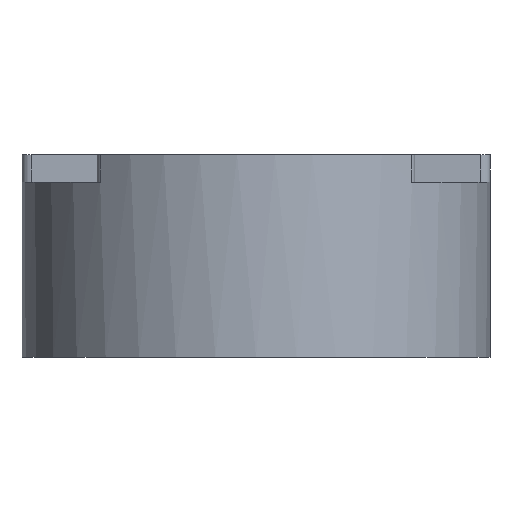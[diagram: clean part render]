
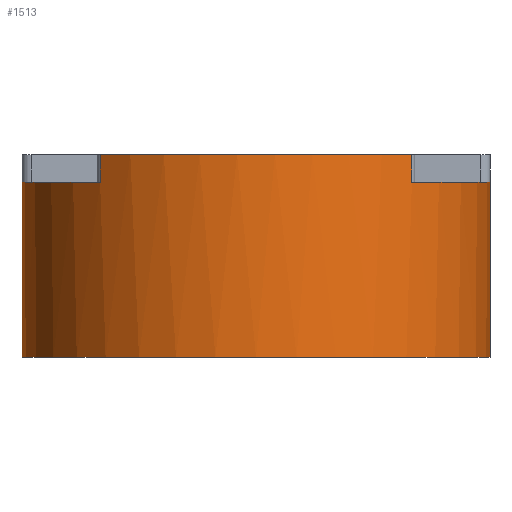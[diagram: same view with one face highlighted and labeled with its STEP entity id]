
A CAD part, left-side view. The second image highlights one B-rep face of the part: STEP entity #1513.
In plain terms, the highlighted cylindrical face has radius 12.7 mm (diameter 25.4 mm), a partial arc.
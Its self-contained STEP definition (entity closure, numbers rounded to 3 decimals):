
#150 = VERTEX_POINT('',#151);
#151 = CARTESIAN_POINT('',(-9.473,8.459,-10.7));
#159 = CYLINDRICAL_SURFACE('',#160,0.5);
#160 = AXIS2_PLACEMENT_3D('',#161,#162,#163);
#161 = CARTESIAN_POINT('',(-9.1,8.126,-10.7));
#162 = DIRECTION('',(0.,0.,-1.));
#163 = DIRECTION('',(0.,1.,0.));
#171 = PLANE('',#172);
#172 = AXIS2_PLACEMENT_3D('',#173,#174,#175);
#173 = CARTESIAN_POINT('',(0.,0.,-10.7)
  );
#174 = DIRECTION('',(0.,0.,1.));
#175 = DIRECTION('',(0.,-1.,0.));
#212 = VERTEX_POINT('',#213);
#213 = CARTESIAN_POINT('',(-9.473,8.459,-12.2));
#228 = PLANE('',#229);
#229 = AXIS2_PLACEMENT_3D('',#230,#231,#232);
#230 = CARTESIAN_POINT('',(-8.6,-13.,-12.2));
#231 = DIRECTION('',(0.,0.,1.));
#232 = DIRECTION('',(0.,-1.,0.));
#244 = EDGE_CURVE('',#150,#212,#245,.T.);
#245 = SURFACE_CURVE('',#246,(#250,#257),.PCURVE_S1.);
#246 = LINE('',#247,#248);
#247 = CARTESIAN_POINT('',(-9.473,8.459,-10.7));
#248 = VECTOR('',#249,1.);
#249 = DIRECTION('',(0.,0.,-1.));
#250 = PCURVE('',#159,#251);
#251 = DEFINITIONAL_REPRESENTATION('',(#252),#256);
#252 = LINE('',#253,#254);
#253 = CARTESIAN_POINT('',(5.441,0.));
#254 = VECTOR('',#255,1.);
#255 = DIRECTION('',(0.,1.));
#256 = ( GEOMETRIC_REPRESENTATION_CONTEXT(2) 
PARAMETRIC_REPRESENTATION_CONTEXT() REPRESENTATION_CONTEXT('2D SPACE',''
  ) );
#257 = PCURVE('',#258,#263);
#258 = CYLINDRICAL_SURFACE('',#259,12.7);
#259 = AXIS2_PLACEMENT_3D('',#260,#261,#262);
#260 = CARTESIAN_POINT('',(0.,0.,-10.7)
  );
#261 = DIRECTION('',(0.,0.,-1.));
#262 = DIRECTION('',(0.,1.,0.));
#263 = DEFINITIONAL_REPRESENTATION('',(#264),#268);
#264 = LINE('',#265,#266);
#265 = CARTESIAN_POINT('',(5.441,0.));
#266 = VECTOR('',#267,1.);
#267 = DIRECTION('',(0.,1.));
#268 = ( GEOMETRIC_REPRESENTATION_CONTEXT(2) 
PARAMETRIC_REPRESENTATION_CONTEXT() REPRESENTATION_CONTEXT('2D SPACE',''
  ) );
#325 = PLANE('',#326);
#326 = AXIS2_PLACEMENT_3D('',#327,#328,#329);
#327 = CARTESIAN_POINT('',(0.,0.,-21.7)
  );
#328 = DIRECTION('',(0.,0.,1.));
#329 = DIRECTION('',(0.,-1.,0.));
#521 = VERTEX_POINT('',#522);
#522 = CARTESIAN_POINT('',(0.,-12.7,-12.2));
#532 = CYLINDRICAL_SURFACE('',#533,12.7);
#533 = AXIS2_PLACEMENT_3D('',#534,#535,#536);
#534 = CARTESIAN_POINT('',(0.,0.,-10.7)
  );
#535 = DIRECTION('',(0.,0.,-1.));
#536 = DIRECTION('',(0.,1.,0.));
#551 = EDGE_CURVE('',#521,#552,#554,.T.);
#552 = VERTEX_POINT('',#553);
#553 = CARTESIAN_POINT('',(0.,-12.7,-21.7));
#554 = SURFACE_CURVE('',#555,(#559,#566),.PCURVE_S1.);
#555 = LINE('',#556,#557);
#556 = CARTESIAN_POINT('',(0.,-12.7,-10.7));
#557 = VECTOR('',#558,1.);
#558 = DIRECTION('',(0.,0.,-1.));
#559 = PCURVE('',#532,#560);
#560 = DEFINITIONAL_REPRESENTATION('',(#561),#565);
#561 = LINE('',#562,#563);
#562 = CARTESIAN_POINT('',(3.142,0.));
#563 = VECTOR('',#564,1.);
#564 = DIRECTION('',(0.,1.));
#565 = ( GEOMETRIC_REPRESENTATION_CONTEXT(2) 
PARAMETRIC_REPRESENTATION_CONTEXT() REPRESENTATION_CONTEXT('2D SPACE',''
  ) );
#566 = PCURVE('',#258,#567);
#567 = DEFINITIONAL_REPRESENTATION('',(#568),#572);
#568 = LINE('',#569,#570);
#569 = CARTESIAN_POINT('',(3.142,0.));
#570 = VECTOR('',#571,1.);
#571 = DIRECTION('',(0.,1.));
#572 = ( GEOMETRIC_REPRESENTATION_CONTEXT(2) 
PARAMETRIC_REPRESENTATION_CONTEXT() REPRESENTATION_CONTEXT('2D SPACE',''
  ) );
#575 = VERTEX_POINT('',#576);
#576 = CARTESIAN_POINT('',(0.,12.7,-21.7));
#598 = EDGE_CURVE('',#599,#575,#601,.T.);
#599 = VERTEX_POINT('',#600);
#600 = CARTESIAN_POINT('',(0.,12.7,-12.2));
#601 = SURFACE_CURVE('',#602,(#606,#613),.PCURVE_S1.);
#602 = LINE('',#603,#604);
#603 = CARTESIAN_POINT('',(0.,12.7,-10.7));
#604 = VECTOR('',#605,1.);
#605 = DIRECTION('',(0.,0.,-1.));
#606 = PCURVE('',#532,#607);
#607 = DEFINITIONAL_REPRESENTATION('',(#608),#612);
#608 = LINE('',#609,#610);
#609 = CARTESIAN_POINT('',(0.,0.));
#610 = VECTOR('',#611,1.);
#611 = DIRECTION('',(0.,1.));
#612 = ( GEOMETRIC_REPRESENTATION_CONTEXT(2) 
PARAMETRIC_REPRESENTATION_CONTEXT() REPRESENTATION_CONTEXT('2D SPACE',''
  ) );
#613 = PCURVE('',#258,#614);
#614 = DEFINITIONAL_REPRESENTATION('',(#615),#619);
#615 = LINE('',#616,#617);
#616 = CARTESIAN_POINT('',(6.283,0.));
#617 = VECTOR('',#618,1.);
#618 = DIRECTION('',(0.,1.));
#619 = ( GEOMETRIC_REPRESENTATION_CONTEXT(2) 
PARAMETRIC_REPRESENTATION_CONTEXT() REPRESENTATION_CONTEXT('2D SPACE',''
  ) );
#1513 = ADVANCED_FACE('',(#1514),#258,.T.);
#1514 = FACE_BOUND('',#1515,.T.);
#1515 = EDGE_LOOP('',(#1516,#1517,#1541,#1569,#1591,#1592,#1614,#1615));
#1516 = ORIENTED_EDGE('',*,*,#551,.F.);
#1517 = ORIENTED_EDGE('',*,*,#1518,.F.);
#1518 = EDGE_CURVE('',#1519,#521,#1521,.T.);
#1519 = VERTEX_POINT('',#1520);
#1520 = CARTESIAN_POINT('',(-9.473,-8.459,-12.2));
#1521 = SURFACE_CURVE('',#1522,(#1527,#1534),.PCURVE_S1.);
#1522 = CIRCLE('',#1523,12.7);
#1523 = AXIS2_PLACEMENT_3D('',#1524,#1525,#1526);
#1524 = CARTESIAN_POINT('',(0.,0.,-12.2
    ));
#1525 = DIRECTION('',(0.,0.,1.));
#1526 = DIRECTION('',(0.,-1.,0.));
#1527 = PCURVE('',#258,#1528);
#1528 = DEFINITIONAL_REPRESENTATION('',(#1529),#1533);
#1529 = LINE('',#1530,#1531);
#1530 = CARTESIAN_POINT('',(9.425,1.5));
#1531 = VECTOR('',#1532,1.);
#1532 = DIRECTION('',(-1.,0.));
#1533 = ( GEOMETRIC_REPRESENTATION_CONTEXT(2) 
PARAMETRIC_REPRESENTATION_CONTEXT() REPRESENTATION_CONTEXT('2D SPACE',''
  ) );
#1534 = PCURVE('',#228,#1535);
#1535 = DEFINITIONAL_REPRESENTATION('',(#1536),#1540);
#1536 = CIRCLE('',#1537,12.7);
#1537 = AXIS2_PLACEMENT_2D('',#1538,#1539);
#1538 = CARTESIAN_POINT('',(-13.,8.6));
#1539 = DIRECTION('',(1.,0.));
#1540 = ( GEOMETRIC_REPRESENTATION_CONTEXT(2) 
PARAMETRIC_REPRESENTATION_CONTEXT() REPRESENTATION_CONTEXT('2D SPACE',''
  ) );
#1541 = ORIENTED_EDGE('',*,*,#1542,.T.);
#1542 = EDGE_CURVE('',#1519,#1543,#1545,.T.);
#1543 = VERTEX_POINT('',#1544);
#1544 = CARTESIAN_POINT('',(-9.473,-8.459,-10.7));
#1545 = SURFACE_CURVE('',#1546,(#1550,#1557),.PCURVE_S1.);
#1546 = LINE('',#1547,#1548);
#1547 = CARTESIAN_POINT('',(-9.473,-8.459,-10.7));
#1548 = VECTOR('',#1549,1.);
#1549 = DIRECTION('',(0.,0.,1.));
#1550 = PCURVE('',#258,#1551);
#1551 = DEFINITIONAL_REPRESENTATION('',(#1552),#1556);
#1552 = LINE('',#1553,#1554);
#1553 = CARTESIAN_POINT('',(3.983,0.));
#1554 = VECTOR('',#1555,1.);
#1555 = DIRECTION('',(0.,-1.));
#1556 = ( GEOMETRIC_REPRESENTATION_CONTEXT(2) 
PARAMETRIC_REPRESENTATION_CONTEXT() REPRESENTATION_CONTEXT('2D SPACE',''
  ) );
#1557 = PCURVE('',#1558,#1563);
#1558 = CYLINDRICAL_SURFACE('',#1559,0.5);
#1559 = AXIS2_PLACEMENT_3D('',#1560,#1561,#1562);
#1560 = CARTESIAN_POINT('',(-9.1,-8.126,-10.7));
#1561 = DIRECTION('',(0.,0.,-1.));
#1562 = DIRECTION('',(0.,1.,0.));
#1563 = DEFINITIONAL_REPRESENTATION('',(#1564),#1568);
#1564 = LINE('',#1565,#1566);
#1565 = CARTESIAN_POINT('',(3.983,0.));
#1566 = VECTOR('',#1567,1.);
#1567 = DIRECTION('',(0.,-1.));
#1568 = ( GEOMETRIC_REPRESENTATION_CONTEXT(2) 
PARAMETRIC_REPRESENTATION_CONTEXT() REPRESENTATION_CONTEXT('2D SPACE',''
  ) );
#1569 = ORIENTED_EDGE('',*,*,#1570,.F.);
#1570 = EDGE_CURVE('',#150,#1543,#1571,.T.);
#1571 = SURFACE_CURVE('',#1572,(#1577,#1584),.PCURVE_S1.);
#1572 = CIRCLE('',#1573,12.7);
#1573 = AXIS2_PLACEMENT_3D('',#1574,#1575,#1576);
#1574 = CARTESIAN_POINT('',(0.,0.,-10.7
    ));
#1575 = DIRECTION('',(0.,0.,1.));
#1576 = DIRECTION('',(0.,-1.,0.));
#1577 = PCURVE('',#258,#1578);
#1578 = DEFINITIONAL_REPRESENTATION('',(#1579),#1583);
#1579 = LINE('',#1580,#1581);
#1580 = CARTESIAN_POINT('',(9.425,0.));
#1581 = VECTOR('',#1582,1.);
#1582 = DIRECTION('',(-1.,0.));
#1583 = ( GEOMETRIC_REPRESENTATION_CONTEXT(2) 
PARAMETRIC_REPRESENTATION_CONTEXT() REPRESENTATION_CONTEXT('2D SPACE',''
  ) );
#1584 = PCURVE('',#171,#1585);
#1585 = DEFINITIONAL_REPRESENTATION('',(#1586),#1590);
#1586 = CIRCLE('',#1587,12.7);
#1587 = AXIS2_PLACEMENT_2D('',#1588,#1589);
#1588 = CARTESIAN_POINT('',(0.,0.));
#1589 = DIRECTION('',(1.,0.));
#1590 = ( GEOMETRIC_REPRESENTATION_CONTEXT(2) 
PARAMETRIC_REPRESENTATION_CONTEXT() REPRESENTATION_CONTEXT('2D SPACE',''
  ) );
#1591 = ORIENTED_EDGE('',*,*,#244,.T.);
#1592 = ORIENTED_EDGE('',*,*,#1593,.F.);
#1593 = EDGE_CURVE('',#599,#212,#1594,.T.);
#1594 = SURFACE_CURVE('',#1595,(#1600,#1607),.PCURVE_S1.);
#1595 = CIRCLE('',#1596,12.7);
#1596 = AXIS2_PLACEMENT_3D('',#1597,#1598,#1599);
#1597 = CARTESIAN_POINT('',(0.,0.,-12.2
    ));
#1598 = DIRECTION('',(0.,0.,1.));
#1599 = DIRECTION('',(0.,-1.,0.));
#1600 = PCURVE('',#258,#1601);
#1601 = DEFINITIONAL_REPRESENTATION('',(#1602),#1606);
#1602 = LINE('',#1603,#1604);
#1603 = CARTESIAN_POINT('',(9.425,1.5));
#1604 = VECTOR('',#1605,1.);
#1605 = DIRECTION('',(-1.,0.));
#1606 = ( GEOMETRIC_REPRESENTATION_CONTEXT(2) 
PARAMETRIC_REPRESENTATION_CONTEXT() REPRESENTATION_CONTEXT('2D SPACE',''
  ) );
#1607 = PCURVE('',#228,#1608);
#1608 = DEFINITIONAL_REPRESENTATION('',(#1609),#1613);
#1609 = CIRCLE('',#1610,12.7);
#1610 = AXIS2_PLACEMENT_2D('',#1611,#1612);
#1611 = CARTESIAN_POINT('',(-13.,8.6));
#1612 = DIRECTION('',(1.,0.));
#1613 = ( GEOMETRIC_REPRESENTATION_CONTEXT(2) 
PARAMETRIC_REPRESENTATION_CONTEXT() REPRESENTATION_CONTEXT('2D SPACE',''
  ) );
#1614 = ORIENTED_EDGE('',*,*,#598,.T.);
#1615 = ORIENTED_EDGE('',*,*,#1616,.T.);
#1616 = EDGE_CURVE('',#575,#552,#1617,.T.);
#1617 = SURFACE_CURVE('',#1618,(#1623,#1630),.PCURVE_S1.);
#1618 = CIRCLE('',#1619,12.7);
#1619 = AXIS2_PLACEMENT_3D('',#1620,#1621,#1622);
#1620 = CARTESIAN_POINT('',(0.,0.,-21.7
    ));
#1621 = DIRECTION('',(0.,0.,1.));
#1622 = DIRECTION('',(0.,-1.,0.));
#1623 = PCURVE('',#258,#1624);
#1624 = DEFINITIONAL_REPRESENTATION('',(#1625),#1629);
#1625 = LINE('',#1626,#1627);
#1626 = CARTESIAN_POINT('',(9.425,11.));
#1627 = VECTOR('',#1628,1.);
#1628 = DIRECTION('',(-1.,0.));
#1629 = ( GEOMETRIC_REPRESENTATION_CONTEXT(2) 
PARAMETRIC_REPRESENTATION_CONTEXT() REPRESENTATION_CONTEXT('2D SPACE',''
  ) );
#1630 = PCURVE('',#325,#1631);
#1631 = DEFINITIONAL_REPRESENTATION('',(#1632),#1636);
#1632 = CIRCLE('',#1633,12.7);
#1633 = AXIS2_PLACEMENT_2D('',#1634,#1635);
#1634 = CARTESIAN_POINT('',(0.,0.));
#1635 = DIRECTION('',(1.,0.));
#1636 = ( GEOMETRIC_REPRESENTATION_CONTEXT(2) 
PARAMETRIC_REPRESENTATION_CONTEXT() REPRESENTATION_CONTEXT('2D SPACE',''
  ) );
